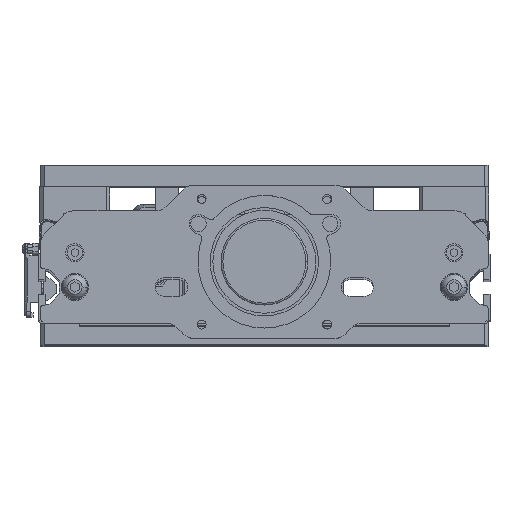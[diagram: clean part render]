
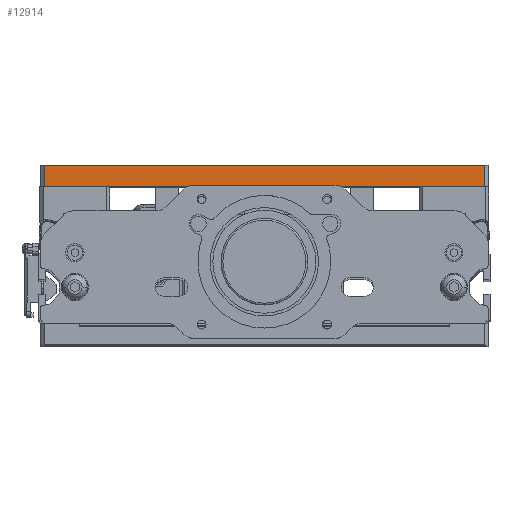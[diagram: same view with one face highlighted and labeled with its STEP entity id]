
A CAD part, top view. The second image highlights one B-rep face of the part: STEP entity #12914.
In plain terms, the highlighted planar face has unit normal (0, 0, 1).
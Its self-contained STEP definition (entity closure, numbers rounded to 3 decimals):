
#413 = CARTESIAN_POINT ( 'NONE',  ( 122., 100., 335. ) ) ;
#543 = CARTESIAN_POINT ( 'NONE',  ( -122., 88., 335. ) ) ;
#1246 = VECTOR ( 'NONE', #32398, 1000. ) ;
#1749 = DIRECTION ( 'NONE',  ( 0., 1., 0. ) ) ;
#4266 = ORIENTED_EDGE ( 'NONE', *, *, #39445, .T. ) ;
#12914 = ADVANCED_FACE ( 'NONE', ( #33356 ), #52167, .T. ) ;
#15371 = EDGE_LOOP ( 'NONE', ( #43107, #41081, #15397, #4266 ) ) ;
#15397 = ORIENTED_EDGE ( 'NONE', *, *, #28278, .T. ) ;
#16101 = LINE ( 'NONE', #21452, #24407 ) ;
#20907 = LINE ( 'NONE', #77510, #1246 ) ;
#21452 = CARTESIAN_POINT ( 'NONE',  ( 122., 88., 335. ) ) ;
#21545 = VERTEX_POINT ( 'NONE', #77235 ) ;
#21628 = CARTESIAN_POINT ( 'NONE',  ( -122., 88., 335. ) ) ;
#24407 = VECTOR ( 'NONE', #1749, 1000. ) ;
#25278 = LINE ( 'NONE', #31841, #26437 ) ;
#25627 = DIRECTION ( 'NONE',  ( 1., 0., 0. ) ) ;
#26423 = VERTEX_POINT ( 'NONE', #74336 ) ;
#26437 = VECTOR ( 'NONE', #74116, 1000. ) ;
#27776 = VECTOR ( 'NONE', #70456, 1000. ) ;
#28110 = AXIS2_PLACEMENT_3D ( 'NONE', #543, #56698, #25627 ) ;
#28278 = EDGE_CURVE ( 'NONE', #21545, #26423, #20907, .T. ) ;
#28326 = CARTESIAN_POINT ( 'NONE',  ( -122., 100., 335. ) ) ;
#31841 = CARTESIAN_POINT ( 'NONE',  ( -122., 100., 335. ) ) ;
#32398 = DIRECTION ( 'NONE',  ( 1., 0., 0. ) ) ;
#33356 = FACE_OUTER_BOUND ( 'NONE', #15371, .T. ) ;
#36380 = VERTEX_POINT ( 'NONE', #28326 ) ;
#39445 = EDGE_CURVE ( 'NONE', #26423, #42118, #16101, .T. ) ;
#41081 = ORIENTED_EDGE ( 'NONE', *, *, #44363, .F. ) ;
#42118 = VERTEX_POINT ( 'NONE', #413 ) ;
#43107 = ORIENTED_EDGE ( 'NONE', *, *, #61848, .F. ) ;
#44363 = EDGE_CURVE ( 'NONE', #21545, #36380, #77839, .T. ) ;
#52167 = PLANE ( 'NONE',  #28110 ) ;
#56698 = DIRECTION ( 'NONE',  ( 0., 0., 1. ) ) ;
#61848 = EDGE_CURVE ( 'NONE', #36380, #42118, #25278, .T. ) ;
#70456 = DIRECTION ( 'NONE',  ( 0., 1., 0. ) ) ;
#74116 = DIRECTION ( 'NONE',  ( 1., 0., 0. ) ) ;
#74336 = CARTESIAN_POINT ( 'NONE',  ( 122., 88., 335. ) ) ;
#77235 = CARTESIAN_POINT ( 'NONE',  ( -122., 88., 335. ) ) ;
#77510 = CARTESIAN_POINT ( 'NONE',  ( -122., 88., 335. ) ) ;
#77839 = LINE ( 'NONE', #21628, #27776 ) ;
